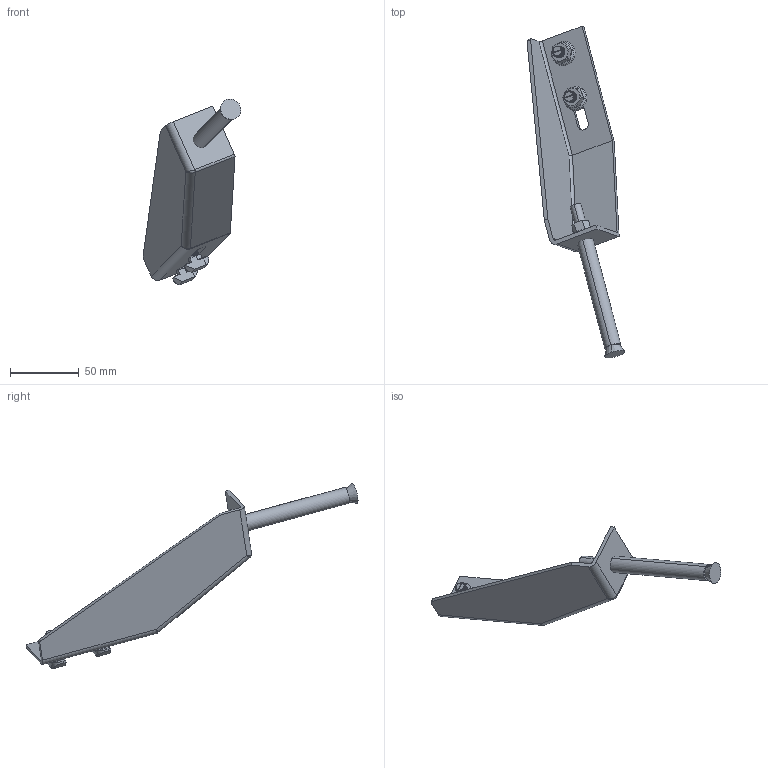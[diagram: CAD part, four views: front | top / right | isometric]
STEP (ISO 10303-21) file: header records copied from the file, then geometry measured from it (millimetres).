
FILE_DESCRIPTION (( 'STEP AP203' ), '1' );
FILE_NAME ('5.51.L.ST.STEP', '2014-05-20T06:12:03', ( 'USER' ), ( 'Microsoft' ), 'SwSTEP 2.0', 'SolidWorks 2012', '' );
FILE_SCHEMA (( 'CONFIG_CONTROL_DESIGN' ));
Length unit declared in the file: millimetre
Products named in the file (5): Hexagon nuts with flange GB_GB_HEXAGON_TYPE12 M8-N; 壩梠蹟邡M8X100; 2.41.10.20; 5.51.L.ST; 5.51.L
Assembly tree (6 placements, depth 2):
  5.51.L.ST
    5.51.L
    壩梠蹟邡M8X100
    2.41.10.20  x2
    Hexagon nuts with flange GB_GB_HEXAGON_TYPE12 M8-N  x2
Bounding box: 71.5 x 242.25 x 135.59 mm (x, y, z)
Volume: 62105.5 mm3; surface area: 40565.7 mm2
Topology: 6 solids, 6 shells, 276 faces, 691 edges, 434 vertices
Faces by surface type: plane 129, cylinder 89, cone 36, bspline 18, torus 4
Entity records: 6828 total; most frequent: CARTESIAN_POINT 2514, ORIENTED_EDGE 828, DIRECTION 732, EDGE_CURVE 414, AXIS2_PLACEMENT_3D 260, VERTEX_POINT 260, VECTOR 212, LINE 212
